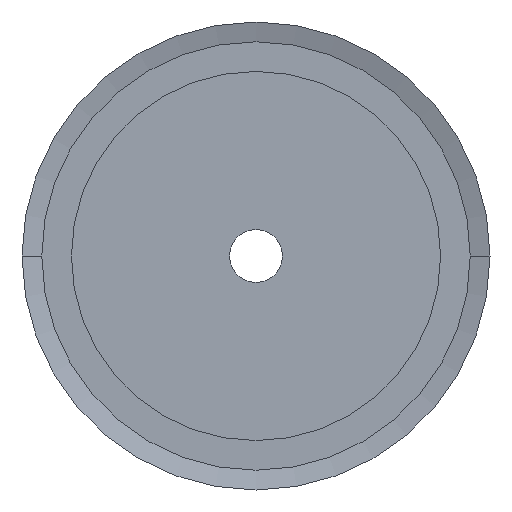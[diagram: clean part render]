
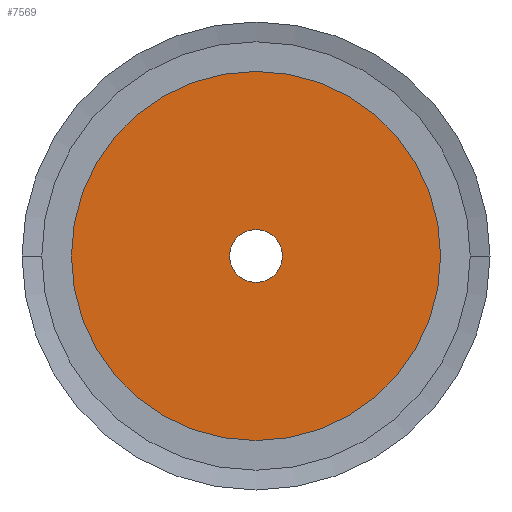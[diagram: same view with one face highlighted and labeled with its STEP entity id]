
A CAD part, left-side view. The second image highlights one B-rep face of the part: STEP entity #7569.
In plain terms, the highlighted planar face has unit normal (-1, 0, 0).
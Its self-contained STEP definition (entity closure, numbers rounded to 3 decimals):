
#7524=CARTESIAN_POINT('',(0.,0.,0.));
#7525=DIRECTION('',(1.,0.,0.));
#7526=DIRECTION('',(0.,0.,-1.));
#7527=AXIS2_PLACEMENT_3D('',#7524,#7525,#7526);
#7528=PLANE('',#7527);
#7529=CARTESIAN_POINT('',(0.,0.,28.));
#7530=VERTEX_POINT('',#7529);
#7531=CARTESIAN_POINT('',(0.,-0.,-28.));
#7532=VERTEX_POINT('',#7531);
#7533=CARTESIAN_POINT('',(0.,0.,0.));
#7534=DIRECTION('',(1.,0.,0.));
#7535=DIRECTION('',(0.,0.,-1.));
#7536=AXIS2_PLACEMENT_3D('',#7533,#7534,#7535);
#7537=CIRCLE('',#7536,28.);
#7538=EDGE_CURVE('',#7530,#7532,#7537,.T.);
#7539=ORIENTED_EDGE('',*,*,#7538,.F.);
#7540=CARTESIAN_POINT('',(0.,0.,0.));
#7541=DIRECTION('',(1.,0.,0.));
#7542=DIRECTION('',(0.,0.,-1.));
#7543=AXIS2_PLACEMENT_3D('',#7540,#7541,#7542);
#7544=CIRCLE('',#7543,28.);
#7545=EDGE_CURVE('',#7532,#7530,#7544,.T.);
#7546=ORIENTED_EDGE('',*,*,#7545,.F.);
#7547=EDGE_LOOP('',(#7539,#7546));
#7548=FACE_BOUND('',#7547,.T.);
#7549=CARTESIAN_POINT('',(0.,-0.,-4.));
#7550=VERTEX_POINT('',#7549);
#7551=CARTESIAN_POINT('',(0.,0.,4.));
#7552=VERTEX_POINT('',#7551);
#7553=CARTESIAN_POINT('',(0.,0.,0.));
#7554=DIRECTION('',(1.,0.,0.));
#7555=DIRECTION('',(0.,0.,-1.));
#7556=AXIS2_PLACEMENT_3D('',#7553,#7554,#7555);
#7557=CIRCLE('',#7556,4.);
#7558=EDGE_CURVE('',#7550,#7552,#7557,.T.);
#7559=ORIENTED_EDGE('',*,*,#7558,.T.);
#7560=CARTESIAN_POINT('',(0.,0.,0.));
#7561=DIRECTION('',(1.,0.,0.));
#7562=DIRECTION('',(0.,0.,-1.));
#7563=AXIS2_PLACEMENT_3D('',#7560,#7561,#7562);
#7564=CIRCLE('',#7563,4.);
#7565=EDGE_CURVE('',#7552,#7550,#7564,.T.);
#7566=ORIENTED_EDGE('',*,*,#7565,.T.);
#7567=EDGE_LOOP('',(#7559,#7566));
#7568=FACE_BOUND('',#7567,.T.);
#7569=ADVANCED_FACE('',(#7548,#7568),#7528,.F.);
